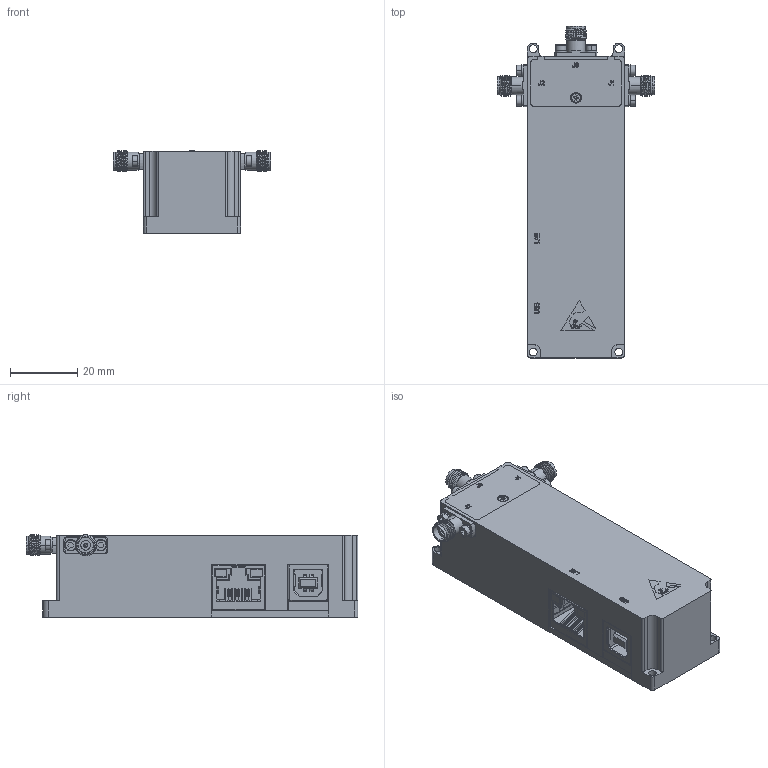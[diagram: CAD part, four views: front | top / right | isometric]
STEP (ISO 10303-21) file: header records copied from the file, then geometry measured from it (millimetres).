
FILE_DESCRIPTION (( 'STEP AP214' ), '1' );
FILE_NAME ('FMSW5022_3D.step', '2025-03-03T15:33:57', ( '' ), ( '' ), 'SwSTEP 2.0', 'SolidWorks 2022', '' );
FILE_SCHEMA (( 'AUTOMOTIVE_DESIGN' ));
Length unit declared in the file: inch
Products named in the file (1): FMSW5022_3D
Bounding box: 47 x 99 x 24.65 mm (x, y, z)
Volume: 24532.6 mm3; surface area: 29813.7 mm2
Topology: 3 solids, 29 shells, 2248 faces, 6060 edges, 3862 vertices
Faces by surface type: plane 1378, cylinder 639, cone 141, bspline 70, sphere 16, torus 4
Entity records: 72969 total; most frequent: CARTESIAN_POINT 16356, ORIENTED_EDGE 11976, DIRECTION 11485, EDGE_CURVE 5988, VECTOR 4375, LINE 4375, VERTEX_POINT 3862, AXIS2_PLACEMENT_3D 3555
